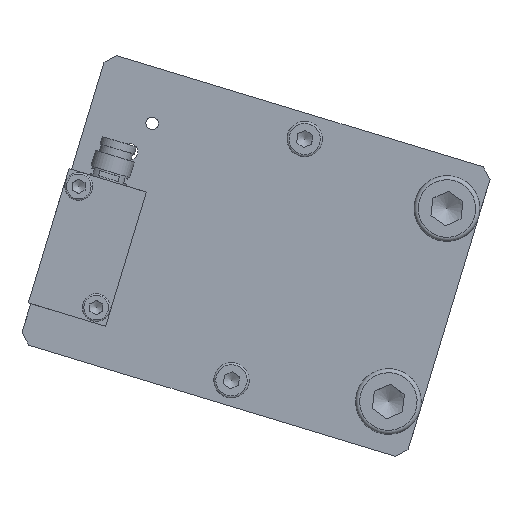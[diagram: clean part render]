
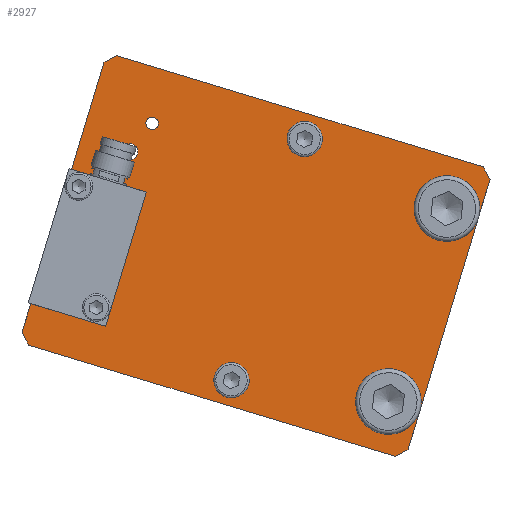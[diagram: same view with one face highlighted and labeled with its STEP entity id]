
A CAD part, left-side view. The second image highlights one B-rep face of the part: STEP entity #2927.
In plain terms, the highlighted planar face has unit normal (-1, 0, 0).
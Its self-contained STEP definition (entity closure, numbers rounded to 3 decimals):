
#150=FACE_BOUND('',#690,.T.);
#151=FACE_BOUND('',#691,.T.);
#152=FACE_BOUND('',#692,.T.);
#153=FACE_BOUND('',#693,.T.);
#258=PLANE('',#3189);
#443=FACE_OUTER_BOUND('',#689,.T.);
#689=EDGE_LOOP('',(#2344,#2345,#2346,#2347,#2348,#2349,#2350,#2351,#2352,
#2353,#2354,#2355,#2356,#2357,#2358,#2359));
#690=EDGE_LOOP('',(#2360));
#691=EDGE_LOOP('',(#2361));
#692=EDGE_LOOP('',(#2362));
#693=EDGE_LOOP('',(#2363));
#811=CIRCLE('',#3044,1.621);
#816=CIRCLE('',#3054,1.23);
#817=CIRCLE('',#3063,6.5);
#825=CIRCLE('',#3085,6.5);
#845=CIRCLE('',#3147,3.5);
#853=CIRCLE('',#3176,3.5);
#901=LINE('',#4131,#1087);
#903=LINE('',#4135,#1089);
#918=LINE('',#4186,#1104);
#922=LINE('',#4195,#1108);
#925=LINE('',#4200,#1111);
#929=LINE('',#4207,#1115);
#930=LINE('',#4210,#1116);
#936=LINE('',#4234,#1122);
#937=LINE('',#4236,#1123);
#938=LINE('',#4237,#1124);
#939=LINE('',#4239,#1125);
#1028=LINE('',#4745,#1214);
#1029=LINE('',#4747,#1215);
#1030=LINE('',#4748,#1216);
#1087=VECTOR('',#3326,6.);
#1089=VECTOR('',#3328,22.2);
#1104=VECTOR('',#3379,2.828);
#1108=VECTOR('',#3385,76.);
#1111=VECTOR('',#3390,2.828);
#1115=VECTOR('',#3396,76.);
#1116=VECTOR('',#3399,2.828);
#1122=VECTOR('',#3421,8.);
#1123=VECTOR('',#3422,40.);
#1124=VECTOR('',#3423,8.);
#1125=VECTOR('',#3426,2.828);
#1214=VECTOR('',#3809,15.5);
#1215=VECTOR('',#3810,27.8);
#1216=VECTOR('',#3811,15.5);
#1278=VERTEX_POINT('',#4127);
#1280=VERTEX_POINT('',#4130);
#1281=VERTEX_POINT('',#4132);
#1282=VERTEX_POINT('',#4134);
#1300=VERTEX_POINT('',#4185);
#1302=VERTEX_POINT('',#4191);
#1304=VERTEX_POINT('',#4194);
#1307=VERTEX_POINT('',#4204);
#1308=VERTEX_POINT('',#4209);
#1317=VERTEX_POINT('',#4231);
#1318=VERTEX_POINT('',#4233);
#1319=VERTEX_POINT('',#4235);
#1320=VERTEX_POINT('',#4241);
#1326=VERTEX_POINT('',#4279);
#1413=VERTEX_POINT('',#4625);
#1441=VERTEX_POINT('',#4724);
#1447=VERTEX_POINT('',#4744);
#1448=VERTEX_POINT('',#4746);
#1539=EDGE_CURVE('',#1280,#1278,#901,.T.);
#1541=EDGE_CURVE('',#1282,#1281,#903,.T.);
#1564=EDGE_CURVE('',#1282,#1300,#918,.T.);
#1568=EDGE_CURVE('',#1304,#1302,#922,.T.);
#1571=EDGE_CURVE('',#1304,#1278,#925,.T.);
#1575=EDGE_CURVE('',#1307,#1300,#929,.T.);
#1576=EDGE_CURVE('',#1307,#1308,#930,.T.);
#1588=EDGE_CURVE('',#1318,#1308,#936,.T.);
#1589=EDGE_CURVE('',#1319,#1318,#937,.T.);
#1590=EDGE_CURVE('',#1317,#1319,#938,.T.);
#1591=EDGE_CURVE('',#1317,#1302,#939,.T.);
#1592=EDGE_CURVE('',#1320,#1320,#811,.T.);
#1598=EDGE_CURVE('',#1326,#1326,#816,.T.);
#1617=EDGE_CURVE('',#1318,#1318,#817,.T.);
#1643=EDGE_CURVE('',#1319,#1319,#825,.T.);
#1725=EDGE_CURVE('',#1413,#1413,#845,.T.);
#1763=EDGE_CURVE('',#1441,#1441,#853,.T.);
#1769=EDGE_CURVE('',#1281,#1447,#1028,.T.);
#1770=EDGE_CURVE('',#1447,#1448,#1029,.T.);
#1771=EDGE_CURVE('',#1448,#1280,#1030,.T.);
#2344=ORIENTED_EDGE('',*,*,#1769,.T.);
#2345=ORIENTED_EDGE('',*,*,#1770,.T.);
#2346=ORIENTED_EDGE('',*,*,#1771,.T.);
#2347=ORIENTED_EDGE('',*,*,#1539,.T.);
#2348=ORIENTED_EDGE('',*,*,#1571,.F.);
#2349=ORIENTED_EDGE('',*,*,#1568,.T.);
#2350=ORIENTED_EDGE('',*,*,#1591,.F.);
#2351=ORIENTED_EDGE('',*,*,#1590,.T.);
#2352=ORIENTED_EDGE('',*,*,#1643,.T.);
#2353=ORIENTED_EDGE('',*,*,#1589,.T.);
#2354=ORIENTED_EDGE('',*,*,#1617,.T.);
#2355=ORIENTED_EDGE('',*,*,#1588,.T.);
#2356=ORIENTED_EDGE('',*,*,#1576,.F.);
#2357=ORIENTED_EDGE('',*,*,#1575,.T.);
#2358=ORIENTED_EDGE('',*,*,#1564,.F.);
#2359=ORIENTED_EDGE('',*,*,#1541,.T.);
#2360=ORIENTED_EDGE('',*,*,#1592,.T.);
#2361=ORIENTED_EDGE('',*,*,#1598,.T.);
#2362=ORIENTED_EDGE('',*,*,#1725,.T.);
#2363=ORIENTED_EDGE('',*,*,#1763,.T.);
#2927=ADVANCED_FACE('',(#443,#150,#151,#152,#153),#258,.T.);
#3044=AXIS2_PLACEMENT_3D('',#4242,#3429,#3430);
#3054=AXIS2_PLACEMENT_3D('',#4280,#3449,#3450);
#3063=AXIS2_PLACEMENT_3D('',#4331,#3479,#3480);
#3085=AXIS2_PLACEMENT_3D('',#4402,#3535,#3536);
#3147=AXIS2_PLACEMENT_3D('',#4626,#3699,#3700);
#3176=AXIS2_PLACEMENT_3D('',#4725,#3781,#3782);
#3189=AXIS2_PLACEMENT_3D('',#4743,#3807,#3808);
#3326=DIRECTION('',(0.,0.29,-0.957));
#3328=DIRECTION('',(0.,0.29,-0.957));
#3379=DIRECTION('',(0.,-0.882,0.471));
#3385=DIRECTION('',(0.,-0.957,-0.29));
#3390=DIRECTION('',(0.,0.471,0.882));
#3396=DIRECTION('',(0.,0.957,0.29));
#3399=DIRECTION('',(0.,-0.471,-0.882));
#3421=DIRECTION('',(0.,-0.29,0.957));
#3422=DIRECTION('',(0.,-0.29,0.957));
#3423=DIRECTION('',(0.,-0.29,0.957));
#3426=DIRECTION('',(0.,0.882,-0.471));
#3429=DIRECTION('center_axis',(1.,0.,0.));
#3430=DIRECTION('ref_axis',(0.,-0.29,0.957));
#3449=DIRECTION('center_axis',(1.,0.,0.));
#3450=DIRECTION('ref_axis',(0.,0.29,-0.957));
#3479=DIRECTION('center_axis',(1.,0.,0.));
#3480=DIRECTION('ref_axis',(0.,0.995,0.103));
#3535=DIRECTION('center_axis',(1.,0.,0.));
#3536=DIRECTION('ref_axis',(0.,0.994,0.113));
#3699=DIRECTION('center_axis',(1.,0.,0.));
#3700=DIRECTION('ref_axis',(0.,0.992,0.124));
#3781=DIRECTION('center_axis',(1.,0.,0.));
#3782=DIRECTION('ref_axis',(0.,0.994,0.107));
#3807=DIRECTION('center_axis',(-1.,0.,0.));
#3808=DIRECTION('ref_axis',(0.,-0.29,0.957));
#3809=DIRECTION('',(0.,-0.957,-0.29));
#3810=DIRECTION('',(0.,0.29,-0.957));
#3811=DIRECTION('',(0.,0.957,0.29));
#4127=CARTESIAN_POINT('',(-13.349,-6.011,-19.862));
#4130=CARTESIAN_POINT('',(-13.349,-7.753,-14.121));
#4131=CARTESIAN_POINT('',(-13.349,-22.851,35.639));
#4132=CARTESIAN_POINT('',(-13.349,-15.824,12.482));
#4134=CARTESIAN_POINT('',(-13.349,-22.27,33.725));
#4135=CARTESIAN_POINT('',(-13.349,-22.851,35.639));
#4185=CARTESIAN_POINT('',(-13.349,-24.764,35.058));
#4186=CARTESIAN_POINT('',(-13.349,-26.635,36.058));
#4191=CARTESIAN_POINT('',(-13.349,-80.07,-44.423));
#4194=CARTESIAN_POINT('',(-13.349,-7.344,-22.357));
#4195=CARTESIAN_POINT('',(-13.349,-5.43,-21.776));
#4200=CARTESIAN_POINT('',(-13.349,-8.344,-24.228));
#4204=CARTESIAN_POINT('',(-13.349,-97.49,12.992));
#4207=CARTESIAN_POINT('',(-13.349,-99.404,12.412));
#4209=CARTESIAN_POINT('',(-13.349,-98.824,10.498));
#4210=CARTESIAN_POINT('',(-13.349,-96.491,14.863));
#4231=CARTESIAN_POINT('',(-13.349,-82.564,-43.09));
#4233=CARTESIAN_POINT('',(-13.349,-96.501,2.842));
#4234=CARTESIAN_POINT('',(-13.349,-81.984,-45.004));
#4235=CARTESIAN_POINT('',(-13.349,-84.887,-35.435));
#4236=CARTESIAN_POINT('',(-13.349,-81.984,-45.004));
#4237=CARTESIAN_POINT('',(-13.349,-81.984,-45.004));
#4239=CARTESIAN_POINT('',(-13.349,-78.199,-45.423));
#4241=CARTESIAN_POINT('',(-13.349,-27.809,17.541));
#4242=CARTESIAN_POINT('Origin',(-13.349,-27.339,15.99));
#4279=CARTESIAN_POINT('',(-13.349,-31.463,20.455));
#4280=CARTESIAN_POINT('Origin',(-13.349,-31.82,21.632));
#4331=CARTESIAN_POINT('Origin',(-13.349,-90.281,4.73));
#4402=CARTESIAN_POINT('Origin',(-13.349,-78.667,-33.547));
#4625=CARTESIAN_POINT('',(-13.349,-58.595,18.948));
#4626=CARTESIAN_POINT('Origin',(-13.349,-62.068,18.515));
#4724=CARTESIAN_POINT('',(-13.349,-44.071,-28.958));
#4725=CARTESIAN_POINT('Origin',(-13.349,-47.551,-29.331));
#4743=CARTESIAN_POINT('Origin',(-13.349,-52.417,-4.682));
#4744=CARTESIAN_POINT('',(-13.349,-30.656,7.981));
#4745=CARTESIAN_POINT('',(-13.349,-42.379,4.425));
#4746=CARTESIAN_POINT('',(-13.349,-22.585,-18.621));
#4747=CARTESIAN_POINT('',(-13.349,-25.779,-8.095));
#4748=CARTESIAN_POINT('',(-13.349,-26.652,-19.855));
